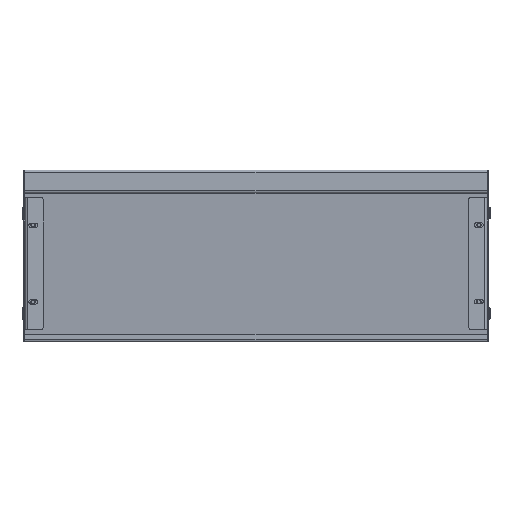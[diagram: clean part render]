
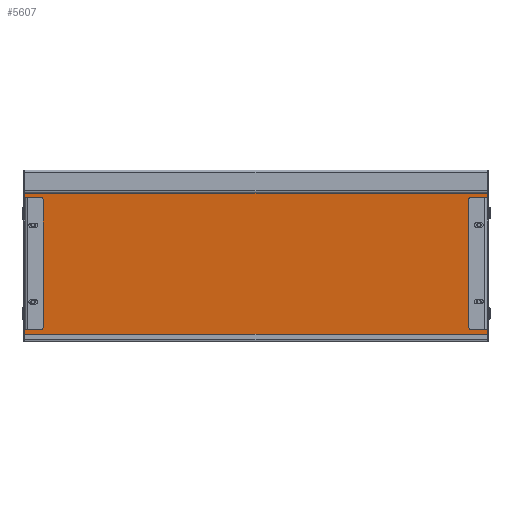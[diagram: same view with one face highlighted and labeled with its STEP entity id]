
A CAD part, front view. The second image highlights one B-rep face of the part: STEP entity #5607.
In plain terms, the highlighted planar face has unit normal (0, -0.996, -0.085).
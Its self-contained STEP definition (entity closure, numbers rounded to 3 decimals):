
#614 = ORIENTED_EDGE ( 'NONE', *, *, #7858, .F. ) ;
#629 = VERTEX_POINT ( 'NONE', #12083 ) ;
#813 = EDGE_CURVE ( 'NONE', #6093, #1322, #1469, .T. ) ;
#1240 = DIRECTION ( 'NONE',  ( 0., 0.085, -0.996 ) ) ;
#1322 = VERTEX_POINT ( 'NONE', #7169 ) ;
#1396 = CARTESIAN_POINT ( 'NONE',  ( 301.5, 37.105, -223.701 ) ) ;
#1469 = LINE ( 'NONE', #1396, #9305 ) ;
#2493 = LINE ( 'NONE', #2631, #13239 ) ;
#2564 = DIRECTION ( 'NONE',  ( 1., 0., 0. ) ) ;
#2631 = CARTESIAN_POINT ( 'NONE',  ( -301.5, 18.22, -2.964 ) ) ;
#3003 = DIRECTION ( 'NONE',  ( -1., 0., 0. ) ) ;
#3077 = LINE ( 'NONE', #5267, #9330 ) ;
#4137 = ORIENTED_EDGE ( 'NONE', *, *, #813, .F. ) ;
#4625 = FACE_OUTER_BOUND ( 'NONE', #13664, .T. ) ;
#5181 = VERTEX_POINT ( 'NONE', #7052 ) ;
#5258 = CARTESIAN_POINT ( 'NONE',  ( 301.5, 36.828, -220.465 ) ) ;
#5267 = CARTESIAN_POINT ( 'NONE',  ( -301.5, 18.095, -1.5 ) ) ;
#5331 = DIRECTION ( 'NONE',  ( 0., -0.085, 0.996 ) ) ;
#5607 = ADVANCED_FACE ( 'NONE', ( #4625 ), #8930, .T. ) ;
#6093 = VERTEX_POINT ( 'NONE', #11929 ) ;
#6739 = CARTESIAN_POINT ( 'NONE',  ( 0., 17.825, 1.654 ) ) ;
#6995 = VECTOR ( 'NONE', #3003, 1000. ) ;
#7052 = CARTESIAN_POINT ( 'NONE',  ( -301.5, 18.22, -2.964 ) ) ;
#7169 = CARTESIAN_POINT ( 'NONE',  ( 301.5, 36.828, -220.465 ) ) ;
#7238 = ORIENTED_EDGE ( 'NONE', *, *, #9202, .F. ) ;
#7858 = EDGE_CURVE ( 'NONE', #5181, #6093, #2493, .T. ) ;
#7952 = DIRECTION ( 'NONE',  ( 0., 0.085, -0.996 ) ) ;
#8930 = PLANE ( 'NONE',  #10937 ) ;
#9202 = EDGE_CURVE ( 'NONE', #1322, #629, #11610, .T. ) ;
#9305 = VECTOR ( 'NONE', #7952, 1000. ) ;
#9330 = VECTOR ( 'NONE', #5331, 1000. ) ;
#10479 = ORIENTED_EDGE ( 'NONE', *, *, #13919, .F. ) ;
#10937 = AXIS2_PLACEMENT_3D ( 'NONE', #6739, #12209, #1240 ) ;
#11610 = LINE ( 'NONE', #5258, #6995 ) ;
#11929 = CARTESIAN_POINT ( 'NONE',  ( 301.5, 18.22, -2.964 ) ) ;
#12083 = CARTESIAN_POINT ( 'NONE',  ( -301.5, 36.828, -220.465 ) ) ;
#12209 = DIRECTION ( 'NONE',  ( 0., -0.996, -0.085 ) ) ;
#13239 = VECTOR ( 'NONE', #2564, 1000. ) ;
#13664 = EDGE_LOOP ( 'NONE', ( #10479, #7238, #4137, #614 ) ) ;
#13919 = EDGE_CURVE ( 'NONE', #629, #5181, #3077, .T. ) ;
